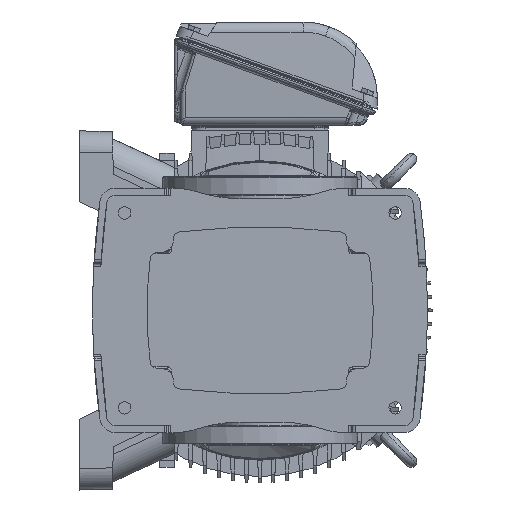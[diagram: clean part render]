
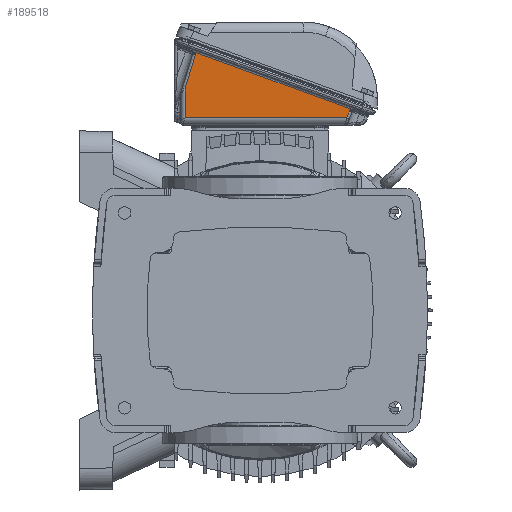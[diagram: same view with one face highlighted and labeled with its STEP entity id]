
A CAD part, front view. The second image highlights one B-rep face of the part: STEP entity #189518.
In plain terms, the highlighted face is planar.
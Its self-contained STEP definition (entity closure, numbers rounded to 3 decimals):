
#1405 = ORIENTED_EDGE ( 'NONE', *, *, #71723, .T. ) ;
#6677 = ORIENTED_EDGE ( 'NONE', *, *, #45416, .T. ) ;
#7935 = CARTESIAN_POINT ( 'NONE',  ( -11.104, 5.004, 4.998 ) ) ;
#10172 = EDGE_CURVE ( 'NONE', #183500, #135443, #188296, .T. ) ;
#19578 = DIRECTION ( 'NONE',  ( -0.342, -0.94, 0. ) ) ;
#24139 = CARTESIAN_POINT ( 'NONE',  ( -11.071, 4.972, 4.996 ) ) ;
#26918 = CARTESIAN_POINT ( 'NONE',  ( -14.282, -3.603, 4.999 ) ) ;
#29123 = VECTOR ( 'NONE', #162473, 39.37 ) ;
#34793 = CARTESIAN_POINT ( 'NONE',  ( -11.087, 4.988, 4.997 ) ) ;
#35764 = CARTESIAN_POINT ( 'NONE',  ( -11.071, 4.972, 4.996 ) ) ;
#37831 = AXIS2_PLACEMENT_3D ( 'NONE', #172486, #48378, #19578 ) ;
#39418 = ORIENTED_EDGE ( 'NONE', *, *, #86806, .T. ) ;
#41289 = CARTESIAN_POINT ( 'NONE',  ( -11.156, 5.008, 4.999 ) ) ;
#41518 = VERTEX_POINT ( 'NONE', #24139 ) ;
#42791 = CARTESIAN_POINT ( 'NONE',  ( -14.328, -3.629, 5. ) ) ;
#43792 = CARTESIAN_POINT ( 'NONE',  ( -14.193, -3.576, 4.997 ) ) ;
#45416 = EDGE_CURVE ( 'NONE', #135186, #41518, #116814, .T. ) ;
#47396 = FACE_OUTER_BOUND ( 'NONE', #79655, .T. ) ;
#48378 = DIRECTION ( 'NONE',  ( 0.033, -0.012, 0.999 ) ) ;
#51651 = CARTESIAN_POINT ( 'NONE',  ( -11.127, 5.03, 4.999 ) ) ;
#52405 = CARTESIAN_POINT ( 'NONE',  ( -14.328, -3.629, 5. ) ) ;
#57095 = VERTEX_POINT ( 'NONE', #110561 ) ;
#58338 = VERTEX_POINT ( 'NONE', #52405 ) ;
#60064 = CARTESIAN_POINT ( 'NONE',  ( -15.197, -4.153, 5.023 ) ) ;
#62207 = VECTOR ( 'NONE', #181267, 39.37 ) ;
#63271 = PLANE ( 'NONE',  #37831 ) ;
#70496 = LINE ( 'NONE', #176769, #158789 ) ;
#71723 = EDGE_CURVE ( 'NONE', #41518, #57095, #195931, .T. ) ;
#72597 = CARTESIAN_POINT ( 'NONE',  ( -14.181, -3.572, 4.996 ) ) ;
#79064 = DIRECTION ( 'NONE',  ( 0.956, -0.292, -0.035 ) ) ;
#79655 = EDGE_LOOP ( 'NONE', ( #162655, #92773, #98815, #113434, #39418, #6677, #1405 ) ) ;
#81726 = EDGE_CURVE ( 'NONE', #57095, #58338, #118808, .T. ) ;
#83397 = CARTESIAN_POINT ( 'NONE',  ( -11.159, 5.078, 5. ) ) ;
#86806 = EDGE_CURVE ( 'NONE', #118993, #135186, #70496, .T. ) ;
#87977 = CARTESIAN_POINT ( 'NONE',  ( -14.502, -4.106, 5. ) ) ;
#90434 = CARTESIAN_POINT ( 'NONE',  ( -14.244, -3.59, 4.998 ) ) ;
#92773 = ORIENTED_EDGE ( 'NONE', *, *, #122875, .T. ) ;
#93372 = CARTESIAN_POINT ( 'NONE',  ( -10.694, -4.153, 4.875 ) ) ;
#93554 = EDGE_CURVE ( 'NONE', #135443, #118993, #165373, .T. ) ;
#96350 = CARTESIAN_POINT ( 'NONE',  ( -11.154, 5.068, 5. ) ) ;
#98815 = ORIENTED_EDGE ( 'NONE', *, *, #10172, .T. ) ;
#102417 = CARTESIAN_POINT ( 'NONE',  ( -14.206, -3.579, 4.997 ) ) ;
#110561 = CARTESIAN_POINT ( 'NONE',  ( -11.159, 5.078, 5. ) ) ;
#110865 = CARTESIAN_POINT ( 'NONE',  ( -12.799, -3.995, 4.946 ) ) ;
#113434 = ORIENTED_EDGE ( 'NONE', *, *, #93554, .T. ) ;
#116814 = LINE ( 'NONE', #41289, #29123 ) ;
#118808 = LINE ( 'NONE', #87977, #138802 ) ;
#118993 = VERTEX_POINT ( 'NONE', #93372 ) ;
#122875 = EDGE_CURVE ( 'NONE', #58338, #183500, #182395, .T. ) ;
#126177 = CARTESIAN_POINT ( 'NONE',  ( -11.147, 5.058, 5. ) ) ;
#130756 = DIRECTION ( 'NONE',  ( -0.342, -0.94, 0. ) ) ;
#134644 = CARTESIAN_POINT ( 'NONE',  ( -14.181, -3.572, 4.996 ) ) ;
#135186 = VERTEX_POINT ( 'NONE', #170858 ) ;
#135443 = VERTEX_POINT ( 'NONE', #180644 ) ;
#138802 = VECTOR ( 'NONE', #130756, 39.37 ) ;
#148092 = CARTESIAN_POINT ( 'NONE',  ( -14.232, -3.586, 4.998 ) ) ;
#158789 = VECTOR ( 'NONE', #190732, 39.37 ) ;
#162473 = DIRECTION ( 'NONE',  ( -0.92, 0.39, 0.035 ) ) ;
#162655 = ORIENTED_EDGE ( 'NONE', *, *, #81726, .T. ) ;
#165373 = LINE ( 'NONE', #60064, #62207 ) ;
#166364 = VECTOR ( 'NONE', #79064, 39.37 ) ;
#170858 = CARTESIAN_POINT ( 'NONE',  ( -10.694, 4.813, 4.982 ) ) ;
#170864 = CARTESIAN_POINT ( 'NONE',  ( -11.134, 5.039, 4.999 ) ) ;
#172486 = CARTESIAN_POINT ( 'NONE',  ( -15.197, -4.394, 5.02 ) ) ;
#176769 = CARTESIAN_POINT ( 'NONE',  ( -10.694, 5.811, 4.994 ) ) ;
#179874 = CARTESIAN_POINT ( 'NONE',  ( -14.306, -3.614, 5. ) ) ;
#180644 = CARTESIAN_POINT ( 'NONE',  ( -12.283, -4.153, 4.927 ) ) ;
#181267 = DIRECTION ( 'NONE',  ( 0.999, 0., -0.033 ) ) ;
#182395 = B_SPLINE_CURVE_WITH_KNOTS ( 'NONE', 3,
 ( #42791, #179874, #26918, #90434, #148092, #102417, #43792, #72597 ),
 .UNSPECIFIED., .F., .F.,
 ( 4, 2, 2, 4 ),
 ( 0.004, 0.006, 0.007, 0.008 ),
 .UNSPECIFIED. ) ;
#183500 = VERTEX_POINT ( 'NONE', #134644 ) ;
#188296 = LINE ( 'NONE', #110865, #166364 ) ;
#189518 = ADVANCED_FACE ( 'NONE', ( #47396 ), #63271, .T. ) ;
#190732 = DIRECTION ( 'NONE',  ( 0., 1., 0.012 ) ) ;
#195931 = B_SPLINE_CURVE_WITH_KNOTS ( 'NONE', 3,
 ( #35764, #34793, #7935, #51651, #170864, #126177, #96350, #83397 ),
 .UNSPECIFIED., .F., .F.,
 ( 4, 2, 2, 4 ),
 ( 0., 0.002, 0.003, 0.004 ),
 .UNSPECIFIED. ) ;
